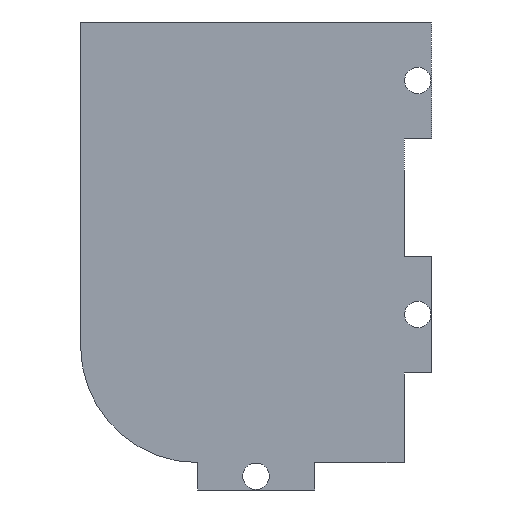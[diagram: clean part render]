
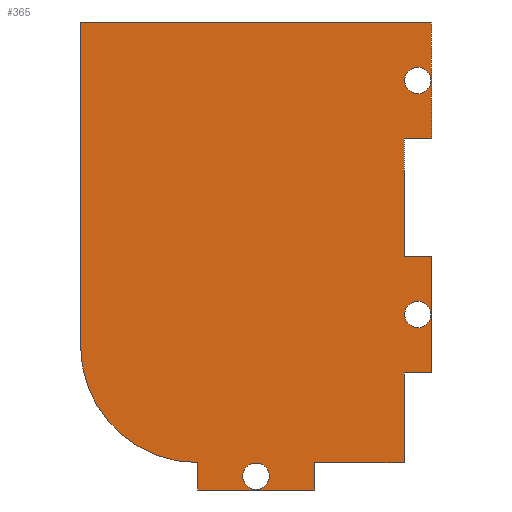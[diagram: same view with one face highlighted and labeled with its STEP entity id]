
A CAD part, left-side view. The second image highlights one B-rep face of the part: STEP entity #365.
In plain terms, the highlighted planar face has unit normal (-1, 0, 0).
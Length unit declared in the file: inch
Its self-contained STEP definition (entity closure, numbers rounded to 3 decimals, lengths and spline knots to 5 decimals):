
#20=PLANE('',#400);
#45=LINE('',#559,#85);
#47=LINE('',#564,#87);
#50=LINE('',#569,#90);
#52=LINE('',#573,#92);
#54=LINE('',#576,#94);
#55=LINE('',#578,#95);
#56=LINE('',#580,#96);
#57=LINE('',#582,#97);
#58=LINE('',#584,#98);
#59=LINE('',#586,#99);
#60=LINE('',#588,#100);
#61=LINE('',#590,#101);
#62=LINE('',#591,#102);
#85=VECTOR('',#455,0.3937);
#87=VECTOR('',#459,0.3937);
#90=VECTOR('',#464,0.3937);
#92=VECTOR('',#468,0.3937);
#94=VECTOR('',#472,0.3937);
#95=VECTOR('',#473,0.3937);
#96=VECTOR('',#474,0.3937);
#97=VECTOR('',#475,0.3937);
#98=VECTOR('',#476,0.3937);
#99=VECTOR('',#477,0.3937);
#100=VECTOR('',#478,0.3937);
#101=VECTOR('',#479,0.3937);
#102=VECTOR('',#480,0.3937);
#116=FACE_BOUND('',#154,.T.);
#117=FACE_BOUND('',#155,.T.);
#118=FACE_BOUND('',#156,.T.);
#128=FACE_OUTER_BOUND('',#153,.T.);
#153=EDGE_LOOP('',(#299,#300,#301,#302,#303,#304,#305,#306,#307,#308,#309,
#310,#311,#312));
#154=EDGE_LOOP('',(#313));
#155=EDGE_LOOP('',(#314));
#156=EDGE_LOOP('',(#315));
#166=CIRCLE('',#384,0.0565);
#168=CIRCLE('',#387,0.0565);
#170=CIRCLE('',#390,0.0565);
#172=CIRCLE('',#393,0.5);
#174=VERTEX_POINT('',#508);
#176=VERTEX_POINT('',#513);
#178=VERTEX_POINT('',#518);
#180=VERTEX_POINT('',#523);
#181=VERTEX_POINT('',#524);
#196=VERTEX_POINT('',#558);
#197=VERTEX_POINT('',#562);
#198=VERTEX_POINT('',#563);
#199=VERTEX_POINT('',#568);
#200=VERTEX_POINT('',#572);
#201=VERTEX_POINT('',#577);
#202=VERTEX_POINT('',#579);
#203=VERTEX_POINT('',#581);
#204=VERTEX_POINT('',#583);
#205=VERTEX_POINT('',#585);
#206=VERTEX_POINT('',#587);
#207=VERTEX_POINT('',#589);
#208=EDGE_CURVE('',#174,#174,#166,.T.);
#210=EDGE_CURVE('',#176,#176,#168,.T.);
#212=EDGE_CURVE('',#178,#178,#170,.T.);
#214=EDGE_CURVE('',#180,#181,#172,.T.);
#231=EDGE_CURVE('',#196,#181,#45,.T.);
#233=EDGE_CURVE('',#197,#198,#47,.T.);
#236=EDGE_CURVE('',#198,#199,#50,.T.);
#238=EDGE_CURVE('',#180,#200,#52,.T.);
#240=EDGE_CURVE('',#200,#197,#54,.T.);
#241=EDGE_CURVE('',#199,#201,#55,.T.);
#242=EDGE_CURVE('',#201,#202,#56,.T.);
#243=EDGE_CURVE('',#202,#203,#57,.T.);
#244=EDGE_CURVE('',#203,#204,#58,.T.);
#245=EDGE_CURVE('',#204,#205,#59,.T.);
#246=EDGE_CURVE('',#205,#206,#60,.T.);
#247=EDGE_CURVE('',#206,#207,#61,.T.);
#248=EDGE_CURVE('',#207,#196,#62,.T.);
#299=ORIENTED_EDGE('',*,*,#214,.F.);
#300=ORIENTED_EDGE('',*,*,#238,.T.);
#301=ORIENTED_EDGE('',*,*,#240,.T.);
#302=ORIENTED_EDGE('',*,*,#233,.T.);
#303=ORIENTED_EDGE('',*,*,#236,.T.);
#304=ORIENTED_EDGE('',*,*,#241,.T.);
#305=ORIENTED_EDGE('',*,*,#242,.T.);
#306=ORIENTED_EDGE('',*,*,#243,.T.);
#307=ORIENTED_EDGE('',*,*,#244,.T.);
#308=ORIENTED_EDGE('',*,*,#245,.T.);
#309=ORIENTED_EDGE('',*,*,#246,.T.);
#310=ORIENTED_EDGE('',*,*,#247,.T.);
#311=ORIENTED_EDGE('',*,*,#248,.T.);
#312=ORIENTED_EDGE('',*,*,#231,.T.);
#313=ORIENTED_EDGE('',*,*,#208,.T.);
#314=ORIENTED_EDGE('',*,*,#210,.T.);
#315=ORIENTED_EDGE('',*,*,#212,.T.);
#365=ADVANCED_FACE('',(#128,#116,#117,#118),#20,.F.);
#384=AXIS2_PLACEMENT_3D('',#509,#414,#415);
#387=AXIS2_PLACEMENT_3D('',#514,#420,#421);
#390=AXIS2_PLACEMENT_3D('',#519,#426,#427);
#393=AXIS2_PLACEMENT_3D('',#525,#432,#433);
#400=AXIS2_PLACEMENT_3D('',#575,#470,#471);
#414=DIRECTION('center_axis',(1.,0.,0.));
#415=DIRECTION('ref_axis',(0.,0.,1.));
#420=DIRECTION('center_axis',(1.,0.,0.));
#421=DIRECTION('ref_axis',(0.,0.,1.));
#426=DIRECTION('center_axis',(1.,0.,0.));
#427=DIRECTION('ref_axis',(0.,0.,1.));
#432=DIRECTION('center_axis',(1.,0.,0.));
#433=DIRECTION('ref_axis',(0.,0.707,-0.707));
#455=DIRECTION('',(0.,0.,-1.));
#459=DIRECTION('',(0.,0.,1.));
#464=DIRECTION('',(0.,-1.,0.));
#468=DIRECTION('',(0.,0.,-1.));
#470=DIRECTION('center_axis',(1.,0.,0.));
#471=DIRECTION('ref_axis',(0.,0.,-1.));
#472=DIRECTION('',(0.,-1.,0.));
#473=DIRECTION('',(0.,0.,1.));
#474=DIRECTION('',(0.,-1.,0.));
#475=DIRECTION('',(0.,0.,1.));
#476=DIRECTION('',(0.,1.,0.));
#477=DIRECTION('',(0.,0.,1.));
#478=DIRECTION('',(0.,-1.,0.));
#479=DIRECTION('',(0.,0.,1.));
#480=DIRECTION('',(0.,1.,0.));
#508=CARTESIAN_POINT('',(0.,-0.6915,-0.3065));
#509=CARTESIAN_POINT('Origin',(0.,-0.6915,-0.25));
#513=CARTESIAN_POINT('',(0.,0.,-0.998));
#514=CARTESIAN_POINT('Origin',(0.,0.,-0.9415));
#518=CARTESIAN_POINT('',(0.,-0.6915,0.6935));
#519=CARTESIAN_POINT('Origin',(0.,-0.6915,0.75));
#523=CARTESIAN_POINT('',(0.,0.25,-0.883));
#524=CARTESIAN_POINT('',(0.,0.75,-0.383));
#525=CARTESIAN_POINT('Origin',(0.,0.25,-0.383));
#558=CARTESIAN_POINT('',(0.,0.75,1.));
#559=CARTESIAN_POINT('',(0.,0.75,1.));
#562=CARTESIAN_POINT('',(0.,-0.25,-1.));
#563=CARTESIAN_POINT('',(0.,-0.25,-0.883));
#564=CARTESIAN_POINT('',(0.,-0.25,-0.4415));
#568=CARTESIAN_POINT('',(0.,-0.633,-0.883));
#569=CARTESIAN_POINT('',(0.,-0.375,-0.883));
#572=CARTESIAN_POINT('',(0.,0.25,-1.));
#573=CARTESIAN_POINT('',(0.,0.25,-0.5));
#575=CARTESIAN_POINT('Origin',(0.,0.,0.));
#576=CARTESIAN_POINT('',(0.,0.75,-1.));
#577=CARTESIAN_POINT('',(0.,-0.633,-0.5));
#578=CARTESIAN_POINT('',(0.,-0.633,-0.25));
#579=CARTESIAN_POINT('',(0.,-0.75,-0.5));
#580=CARTESIAN_POINT('',(0.,-0.375,-0.5));
#581=CARTESIAN_POINT('',(0.,-0.75,0.));
#582=CARTESIAN_POINT('',(0.,-0.75,-1.));
#583=CARTESIAN_POINT('',(0.,-0.633,0.));
#584=CARTESIAN_POINT('',(0.,-0.3165,0.));
#585=CARTESIAN_POINT('',(0.,-0.633,0.5));
#586=CARTESIAN_POINT('',(0.,-0.633,0.25));
#587=CARTESIAN_POINT('',(0.,-0.75,0.5));
#588=CARTESIAN_POINT('',(0.,-0.375,0.5));
#589=CARTESIAN_POINT('',(0.,-0.75,1.));
#590=CARTESIAN_POINT('',(0.,-0.75,-1.));
#591=CARTESIAN_POINT('',(0.,-0.75,1.));
